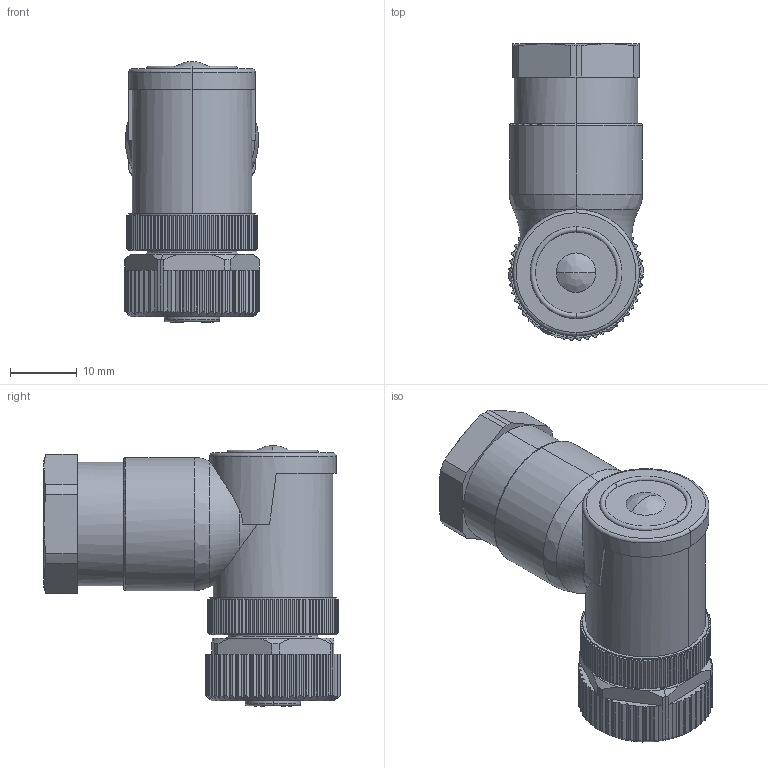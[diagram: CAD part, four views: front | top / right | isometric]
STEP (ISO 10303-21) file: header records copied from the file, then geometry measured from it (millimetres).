
FILE_DESCRIPTION(('CATIA V5 STEP Exchange','CAx-IF Rec.Pracs.--- Model Styling and Organization---1.5--- 2016-08-15','CAx-IF Rec.Pracs.---Supplemental Geometry---1.0---2011-11-01','CAx-IF Rec.Pracs.--- Composite Materials ---1.1---2010-07-15'),'2;1');
FILE_NAME ('013907-2_0', '2025-11-24T11:49:39+00:00', ('none'), ('Weidmueller'), 'CATIA Version 5-6 Release 2024 SP4', 'CATIA V5 STEP AP214 v3', 'none');
FILE_SCHEMA(('AUTOMOTIVE_DESIGN { 1 0 10303 214 1 1 1 1 }'));
Length unit declared in the file: millimetre
Products named in the file (1): 1467890000
Bounding box: 20.2 x 44.49 x 39.2 mm (x, y, z)
Volume: 17261.6 mm3; surface area: 6141.2 mm2
Topology: 1 solids, 2 shells, 777 faces, 2212 edges, 1465 vertices
Faces by surface type: plane 381, cylinder 289, cone 42, extrusion 29, torus 28, bspline 8
Entity records: 27191 total; most frequent: CARTESIAN_POINT 7725, ORIENTED_EDGE 4424, DIRECTION 3081, EDGE_CURVE 2212, VERTEX_POINT 1465, AXIS2_PLACEMENT_3D 1252, VECTOR 1092, LINE 1063
